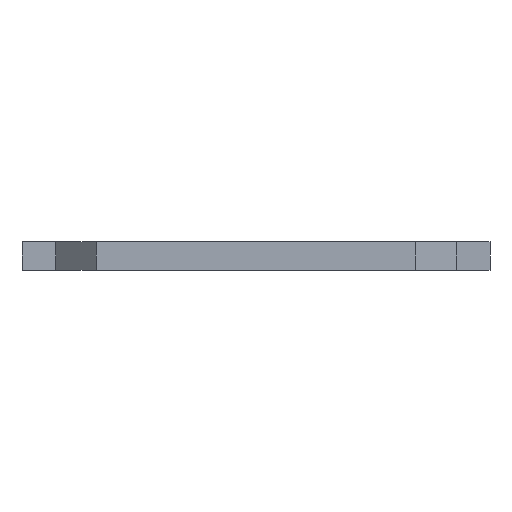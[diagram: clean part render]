
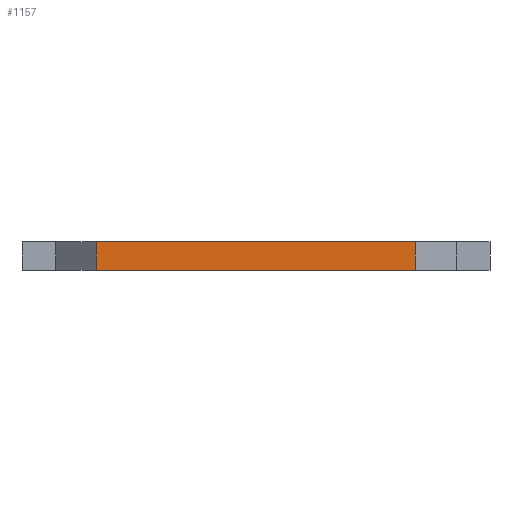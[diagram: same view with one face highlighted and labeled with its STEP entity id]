
A CAD part, front view. The second image highlights one B-rep face of the part: STEP entity #1157.
In plain terms, the highlighted planar face has unit normal (0, -1, 0).
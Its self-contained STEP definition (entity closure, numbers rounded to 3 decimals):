
#65=PLANE('',#1259);
#145=FACE_OUTER_BOUND('',#215,.T.);
#215=EDGE_LOOP('',(#1091,#1092,#1093,#1094));
#302=LINE('',#1941,#428);
#310=LINE('',#1957,#436);
#339=LINE('',#2014,#465);
#341=LINE('',#2018,#467);
#428=VECTOR('',#1482,10.);
#436=VECTOR('',#1494,10.);
#465=VECTOR('',#1543,10.);
#467=VECTOR('',#1549,10.);
#574=VERTEX_POINT('',#1938);
#575=VERTEX_POINT('',#1940);
#580=VERTEX_POINT('',#1953);
#581=VERTEX_POINT('',#1955);
#725=EDGE_CURVE('',#575,#574,#302,.T.);
#733=EDGE_CURVE('',#581,#580,#310,.T.);
#762=EDGE_CURVE('',#581,#575,#339,.T.);
#764=EDGE_CURVE('',#580,#574,#341,.T.);
#1091=ORIENTED_EDGE('',*,*,#764,.F.);
#1092=ORIENTED_EDGE('',*,*,#733,.F.);
#1093=ORIENTED_EDGE('',*,*,#762,.T.);
#1094=ORIENTED_EDGE('',*,*,#725,.T.);
#1157=ADVANCED_FACE('',(#145),#65,.T.);
#1259=AXIS2_PLACEMENT_3D('',#2019,#1550,#1551);
#1482=DIRECTION('',(0.,0.,-1.));
#1494=DIRECTION('',(0.,0.,-1.));
#1543=DIRECTION('',(-1.,0.,0.));
#1549=DIRECTION('',(-1.,0.,0.));
#1550=DIRECTION('center_axis',(0.,-1.,0.));
#1551=DIRECTION('ref_axis',(1.,0.,0.));
#1938=CARTESIAN_POINT('',(-37.93,-3.97,10.));
#1940=CARTESIAN_POINT('',(-37.93,-3.97,13.));
#1941=CARTESIAN_POINT('',(-37.93,-3.97,13.));
#1953=CARTESIAN_POINT('',(-3.971,-3.97,10.));
#1955=CARTESIAN_POINT('',(-3.971,-3.97,13.));
#1957=CARTESIAN_POINT('',(-3.971,-3.97,13.));
#2014=CARTESIAN_POINT('',(-37.73,-3.97,13.));
#2018=CARTESIAN_POINT('',(-29.33,-3.97,10.));
#2019=CARTESIAN_POINT('Origin',(-37.73,-3.97,10.));
